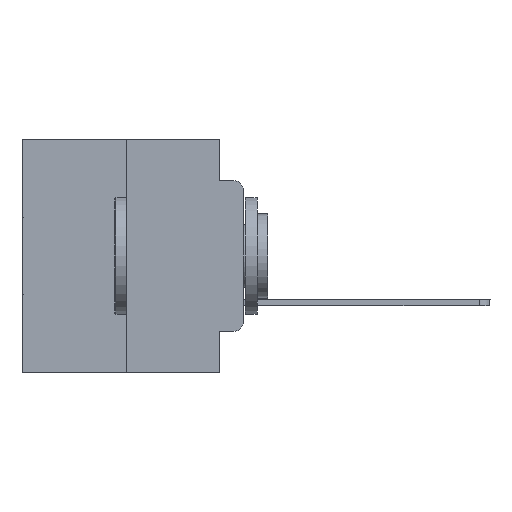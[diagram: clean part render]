
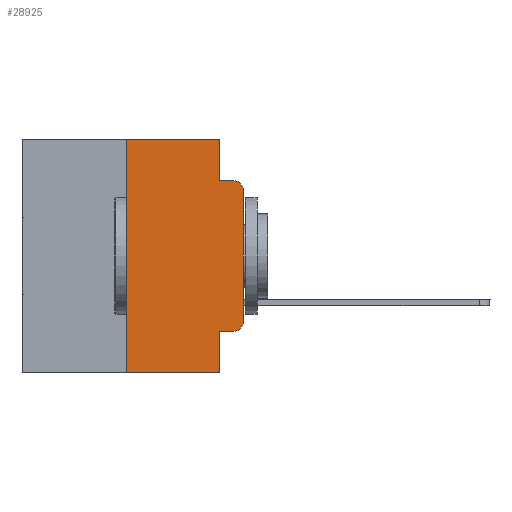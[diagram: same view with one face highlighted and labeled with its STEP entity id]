
A CAD part, left-side view. The second image highlights one B-rep face of the part: STEP entity #28925.
In plain terms, the highlighted planar face has unit normal (-1, 0, 0).
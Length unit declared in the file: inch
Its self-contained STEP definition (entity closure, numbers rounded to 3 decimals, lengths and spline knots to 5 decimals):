
#162 = VECTOR ( 'NONE', #18369, 39.37008 ) ;
#278 = ORIENTED_EDGE ( 'NONE', *, *, #14847, .F. ) ;
#470 = EDGE_CURVE ( 'NONE', #18027, #3195, #27340, .T. ) ;
#578 = CARTESIAN_POINT ( 'NONE',  ( 0., 0.02, -0.3915 ) ) ;
#1015 = VECTOR ( 'NONE', #3266, 39.37008 ) ;
#1610 = EDGE_CURVE ( 'NONE', #5871, #22441, #24349, .T. ) ;
#2134 = CARTESIAN_POINT ( 'NONE',  ( 0., 0.051, -0.5 ) ) ;
#2326 = VECTOR ( 'NONE', #6317, 39.37008 ) ;
#3195 = VERTEX_POINT ( 'NONE', #2134 ) ;
#3266 = DIRECTION ( 'NONE',  ( 0., 0., 1. ) ) ;
#3393 = VERTEX_POINT ( 'NONE', #12016 ) ;
#3470 = DIRECTION ( 'NONE',  ( 0., -1., 0. ) ) ;
#4202 = CARTESIAN_POINT ( 'NONE',  ( 0., 0.25, 0. ) ) ;
#4523 = CARTESIAN_POINT ( 'NONE',  ( 0., 0., -0.3915 ) ) ;
#5508 = ORIENTED_EDGE ( 'NONE', *, *, #20057, .T. ) ;
#5871 = VERTEX_POINT ( 'NONE', #25734 ) ;
#5872 = AXIS2_PLACEMENT_3D ( 'NONE', #6459, #22998, #6605 ) ;
#6058 = CARTESIAN_POINT ( 'NONE',  ( 0., 0.473, 0. ) ) ;
#6231 = CARTESIAN_POINT ( 'NONE',  ( 0., 0.02, -0.0885 ) ) ;
#6317 = DIRECTION ( 'NONE',  ( 0., -1., 0. ) ) ;
#6348 = CIRCLE ( 'NONE', #5872, 0.02 ) ;
#6459 = CARTESIAN_POINT ( 'NONE',  ( 0., 0.02, -0.1085 ) ) ;
#6605 = DIRECTION ( 'NONE',  ( 0., 0., -1. ) ) ;
#6813 = VECTOR ( 'NONE', #3470, 39.37008 ) ;
#7108 = LINE ( 'NONE', #20487, #162 ) ;
#7170 = ORIENTED_EDGE ( 'NONE', *, *, #1610, .F. ) ;
#7384 = EDGE_CURVE ( 'NONE', #14064, #27678, #25063, .T. ) ;
#7769 = DIRECTION ( 'NONE',  ( -1., 0., 0. ) ) ;
#8522 = ORIENTED_EDGE ( 'NONE', *, *, #470, .F. ) ;
#10320 = CARTESIAN_POINT ( 'NONE',  ( 0., 0.473, 0. ) ) ;
#11139 = VECTOR ( 'NONE', #15242, 39.37008 ) ;
#11380 = VECTOR ( 'NONE', #27800, 39.37008 ) ;
#11692 = DIRECTION ( 'NONE',  ( 0., 0., 1. ) ) ;
#12016 = CARTESIAN_POINT ( 'NONE',  ( 0., 0.051, 0. ) ) ;
#12134 = CIRCLE ( 'NONE', #13594, 0.02 ) ;
#12140 = VERTEX_POINT ( 'NONE', #13391 ) ;
#12439 = CARTESIAN_POINT ( 'NONE',  ( 0., 0.25, 0. ) ) ;
#12993 = LINE ( 'NONE', #15129, #1015 ) ;
#13191 = FACE_OUTER_BOUND ( 'NONE', #29117, .T. ) ;
#13391 = CARTESIAN_POINT ( 'NONE',  ( 0., 0.02, -0.4115 ) ) ;
#13594 = AXIS2_PLACEMENT_3D ( 'NONE', #578, #7769, #16955 ) ;
#14064 = VERTEX_POINT ( 'NONE', #26081 ) ;
#14833 = VERTEX_POINT ( 'NONE', #23830 ) ;
#14847 = EDGE_CURVE ( 'NONE', #3393, #5871, #21009, .T. ) ;
#15129 = CARTESIAN_POINT ( 'NONE',  ( 0., 0., 0. ) ) ;
#15242 = DIRECTION ( 'NONE',  ( 0., -1., 0. ) ) ;
#15848 = EDGE_CURVE ( 'NONE', #18027, #12140, #19394, .T. ) ;
#15939 = ORIENTED_EDGE ( 'NONE', *, *, #19169, .T. ) ;
#16374 = VECTOR ( 'NONE', #21581, 39.37008 ) ;
#16713 = EDGE_CURVE ( 'NONE', #27678, #3393, #19581, .T. ) ;
#16955 = DIRECTION ( 'NONE',  ( 0., 0., -1. ) ) ;
#17023 = VECTOR ( 'NONE', #11692, 39.37008 ) ;
#17120 = DIRECTION ( 'NONE',  ( 1., 0., 0. ) ) ;
#17290 = ORIENTED_EDGE ( 'NONE', *, *, #19368, .T. ) ;
#17403 = PLANE ( 'NONE',  #19633 ) ;
#18027 = VERTEX_POINT ( 'NONE', #24988 ) ;
#18369 = DIRECTION ( 'NONE',  ( 0., -1., 0. ) ) ;
#19169 = EDGE_CURVE ( 'NONE', #14833, #22441, #6348, .T. ) ;
#19368 = EDGE_CURVE ( 'NONE', #12140, #21877, #12134, .T. ) ;
#19394 = LINE ( 'NONE', #22518, #6813 ) ;
#19463 = ORIENTED_EDGE ( 'NONE', *, *, #15848, .T. ) ;
#19581 = LINE ( 'NONE', #6058, #11139 ) ;
#19633 = AXIS2_PLACEMENT_3D ( 'NONE', #10320, #17120, #26253 ) ;
#19831 = ORIENTED_EDGE ( 'NONE', *, *, #29372, .T. ) ;
#19844 = CARTESIAN_POINT ( 'NONE',  ( 0., 0.051, -0.0885 ) ) ;
#20057 = EDGE_CURVE ( 'NONE', #14064, #3195, #7108, .T. ) ;
#20487 = CARTESIAN_POINT ( 'NONE',  ( 0., 0.473, -0.5 ) ) ;
#21009 = LINE ( 'NONE', #28192, #16374 ) ;
#21049 = CARTESIAN_POINT ( 'NONE',  ( 0., 0.051, 0. ) ) ;
#21581 = DIRECTION ( 'NONE',  ( 0., 0., -1. ) ) ;
#21877 = VERTEX_POINT ( 'NONE', #4523 ) ;
#22205 = ORIENTED_EDGE ( 'NONE', *, *, #7384, .F. ) ;
#22441 = VERTEX_POINT ( 'NONE', #6231 ) ;
#22518 = CARTESIAN_POINT ( 'NONE',  ( 0., 0.051, -0.4115 ) ) ;
#22998 = DIRECTION ( 'NONE',  ( -1., 0., 0. ) ) ;
#23830 = CARTESIAN_POINT ( 'NONE',  ( 0., 0., -0.1085 ) ) ;
#24349 = LINE ( 'NONE', #19844, #2326 ) ;
#24988 = CARTESIAN_POINT ( 'NONE',  ( 0., 0.051, -0.4115 ) ) ;
#25063 = LINE ( 'NONE', #4202, #17023 ) ;
#25734 = CARTESIAN_POINT ( 'NONE',  ( 0., 0.051, -0.0885 ) ) ;
#26081 = CARTESIAN_POINT ( 'NONE',  ( 0., 0.25, -0.5 ) ) ;
#26253 = DIRECTION ( 'NONE',  ( 0., 0., -1. ) ) ;
#27340 = LINE ( 'NONE', #21049, #11380 ) ;
#27678 = VERTEX_POINT ( 'NONE', #12439 ) ;
#27800 = DIRECTION ( 'NONE',  ( 0., 0., -1. ) ) ;
#28192 = CARTESIAN_POINT ( 'NONE',  ( 0., 0.051, 0. ) ) ;
#28925 = ADVANCED_FACE ( 'NONE', ( #13191 ), #17403, .F. ) ;
#29117 = EDGE_LOOP ( 'NONE', ( #19831, #15939, #7170, #278, #29519, #22205, #5508, #8522, #19463, #17290 ) ) ;
#29372 = EDGE_CURVE ( 'NONE', #21877, #14833, #12993, .T. ) ;
#29519 = ORIENTED_EDGE ( 'NONE', *, *, #16713, .F. ) ;
